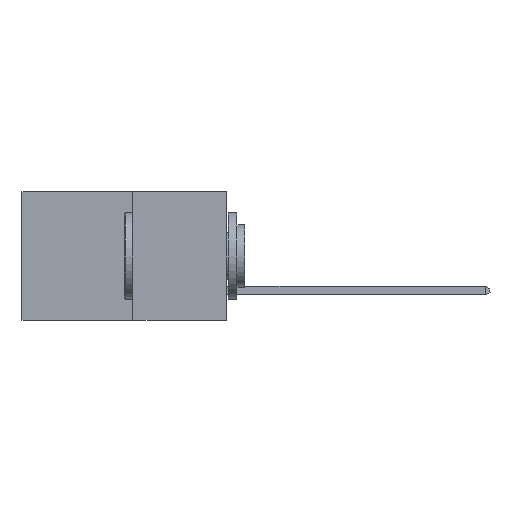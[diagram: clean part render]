
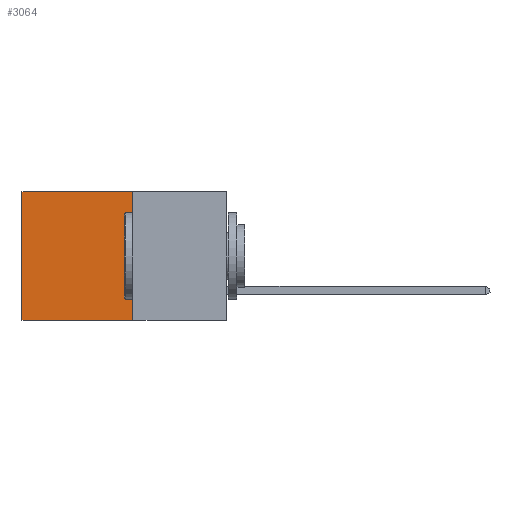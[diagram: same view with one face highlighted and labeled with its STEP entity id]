
A CAD part, left-side view. The second image highlights one B-rep face of the part: STEP entity #3064.
In plain terms, the highlighted planar face has unit normal (-1, 0, 0).
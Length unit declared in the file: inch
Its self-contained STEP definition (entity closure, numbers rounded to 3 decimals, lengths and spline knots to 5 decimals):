
#131 = VERTEX_POINT ( 'NONE', #6042 ) ;
#1447 = DIRECTION ( 'NONE',  ( 0., 0., -1. ) ) ;
#1486 = CARTESIAN_POINT ( 'NONE',  ( 0.277, 0.59, -0.37 ) ) ;
#1898 = DIRECTION ( 'NONE',  ( 0., 1., 0. ) ) ;
#1974 = CARTESIAN_POINT ( 'NONE',  ( 0.277, 0.27, -0.37 ) ) ;
#1993 = EDGE_CURVE ( 'NONE', #131, #10804, #8876, .T. ) ;
#2449 = ORIENTED_EDGE ( 'NONE', *, *, #2945, .F. ) ;
#2492 = LINE ( 'NONE', #2987, #4593 ) ;
#2945 = EDGE_CURVE ( 'NONE', #9648, #7233, #2492, .T. ) ;
#2987 = CARTESIAN_POINT ( 'NONE',  ( 0.277, 0.27, -0.37 ) ) ;
#3064 = ADVANCED_FACE ( 'NONE', ( #8097 ), #4267, .F. ) ;
#3170 = DIRECTION ( 'NONE',  ( 0., 1., 0. ) ) ;
#4248 = EDGE_CURVE ( 'NONE', #7233, #10804, #10565, .T. ) ;
#4267 = PLANE ( 'NONE',  #8825 ) ;
#4484 = DIRECTION ( 'NONE',  ( 0., 0., -1. ) ) ;
#4545 = CARTESIAN_POINT ( 'NONE',  ( 0.277, 0.59, -0.37 ) ) ;
#4558 = ORIENTED_EDGE ( 'NONE', *, *, #1993, .T. ) ;
#4593 = VECTOR ( 'NONE', #4484, 39.37008 ) ;
#5130 = VECTOR ( 'NONE', #3170, 39.37008 ) ;
#5552 = DIRECTION ( 'NONE',  ( 1., 0., 0. ) ) ;
#5566 = DIRECTION ( 'NONE',  ( 0., 0., -1. ) ) ;
#5626 = CARTESIAN_POINT ( 'NONE',  ( 0.277, 0.27, 0. ) ) ;
#6042 = CARTESIAN_POINT ( 'NONE',  ( 0.277, 0.59, 0. ) ) ;
#6057 = CARTESIAN_POINT ( 'NONE',  ( 0.277, 0.27, -0.37 ) ) ;
#6198 = VECTOR ( 'NONE', #1898, 39.37008 ) ;
#6643 = VECTOR ( 'NONE', #1447, 39.37008 ) ;
#6843 = ORIENTED_EDGE ( 'NONE', *, *, #4248, .F. ) ;
#7114 = ORIENTED_EDGE ( 'NONE', *, *, #8205, .T. ) ;
#7233 = VERTEX_POINT ( 'NONE', #1974 ) ;
#8097 = FACE_OUTER_BOUND ( 'NONE', #10165, .T. ) ;
#8205 = EDGE_CURVE ( 'NONE', #9648, #131, #9360, .T. ) ;
#8378 = CARTESIAN_POINT ( 'NONE',  ( 0.277, 0.27, 0. ) ) ;
#8592 = CARTESIAN_POINT ( 'NONE',  ( 0.277, 0.27, -0.37 ) ) ;
#8825 = AXIS2_PLACEMENT_3D ( 'NONE', #6057, #5552, #5566 ) ;
#8876 = LINE ( 'NONE', #1486, #6643 ) ;
#9360 = LINE ( 'NONE', #8378, #5130 ) ;
#9648 = VERTEX_POINT ( 'NONE', #5626 ) ;
#10165 = EDGE_LOOP ( 'NONE', ( #4558, #6843, #2449, #7114 ) ) ;
#10565 = LINE ( 'NONE', #8592, #6198 ) ;
#10804 = VERTEX_POINT ( 'NONE', #4545 ) ;
